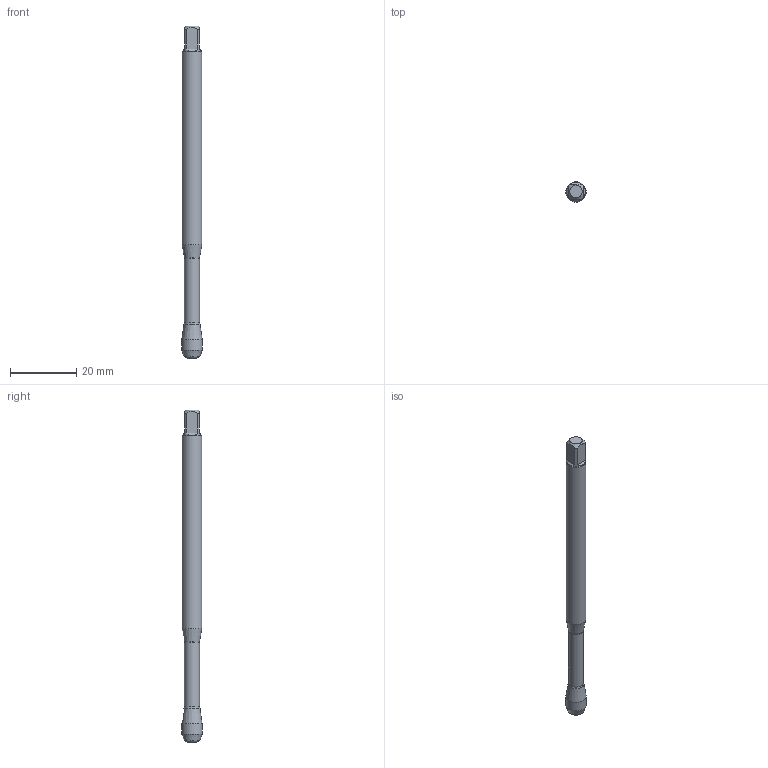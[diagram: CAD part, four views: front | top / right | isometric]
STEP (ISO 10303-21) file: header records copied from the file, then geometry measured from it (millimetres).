
FILE_DESCRIPTION(/* description */ (''),/* implementation_level */ '2;1');
FILE_NAME(/* name */ 'TOOL.STP',/* time_stamp */ '2023-10-17T07:40:37+02:00',/* author */ (''),/* organization */ ('SMS'),/* preprocessor_version */ 'ST-DEVELOPER v16.7',/* originating_system */ 'SIEMENS PLM Software NX 12.0',/* authorisation */ '');
FILE_SCHEMA (('AUTOMOTIVE_DESIGN { 1 0 10303 214 3 1 1 1 }'));
Length unit declared in the file: millimetre
Products named in the file (1): Tool
Bounding box: 6.13 x 6.13 x 100.1 mm (x, y, z)
Volume: 2466.7 mm3; surface area: 1832.2 mm2
Topology: 2 solids, 2 shells, 27 faces, 61 edges, 42 vertices
Faces by surface type: plane 13, cone 8, cylinder 4, torus 2
Full cylindrical faces by diameter (mm): 4.55 x1, 5.76 x1, 6 x1, 6.126 x1
Entity records: 749 total; most frequent: CARTESIAN_POINT 154, DIRECTION 122, ORIENTED_EDGE 80, AXIS2_PLACEMENT_3D 55, EDGE_LOOP 42, EDGE_CURVE 40, VERTEX_POINT 32, FACE_BOUND 30
